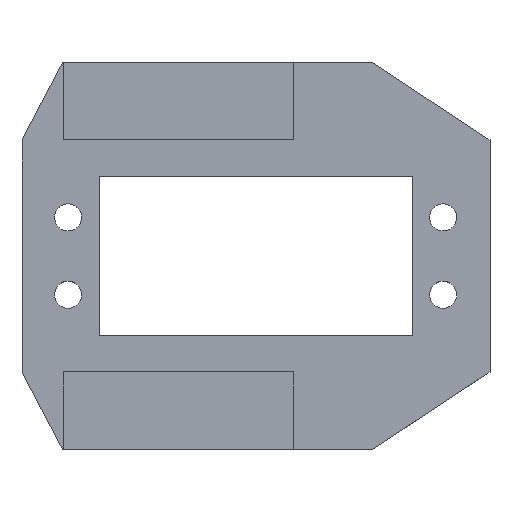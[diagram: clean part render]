
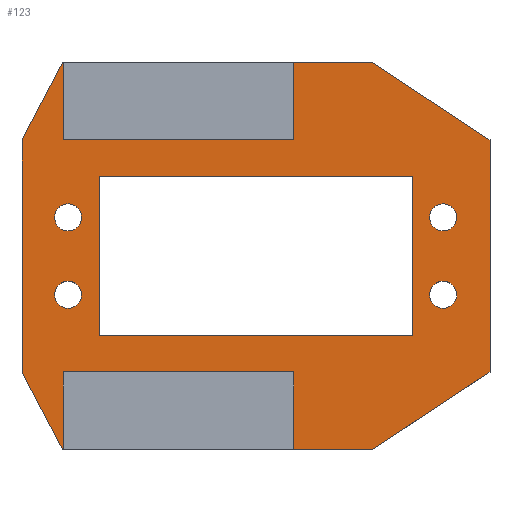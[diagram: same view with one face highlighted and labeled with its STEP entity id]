
A CAD part, top view. The second image highlights one B-rep face of the part: STEP entity #123.
In plain terms, the highlighted planar face has unit normal (0, 0, 1).
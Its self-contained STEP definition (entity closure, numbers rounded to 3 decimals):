
#24 = VERTEX_POINT('',#25);
#25 = CARTESIAN_POINT('',(-14.9,-15.,-9.));
#31 = EDGE_CURVE('',#24,#32,#34,.T.);
#32 = VERTEX_POINT('',#33);
#33 = CARTESIAN_POINT('',(-14.9,-25.,-9.));
#34 = LINE('',#35,#36);
#35 = CARTESIAN_POINT('',(-14.9,-15.,-9.));
#36 = VECTOR('',#37,1.);
#37 = DIRECTION('',(0.,-1.,0.));
#75 = VERTEX_POINT('',#76);
#76 = CARTESIAN_POINT('',(14.9,-15.,-9.));
#82 = EDGE_CURVE('',#75,#24,#83,.T.);
#83 = LINE('',#84,#85);
#84 = CARTESIAN_POINT('',(14.9,-15.,-9.));
#85 = VECTOR('',#86,1.);
#86 = DIRECTION('',(-1.,0.,0.));
#123 = ADVANCED_FACE('',(#124,#238,#249,#260,#271,#305),#316,.T.);
#124 = FACE_BOUND('',#125,.T.);
#125 = EDGE_LOOP('',(#126,#136,#144,#152,#160,#168,#176,#184,#192,#200,
    #208,#216,#224,#230,#231,#232));
#126 = ORIENTED_EDGE('',*,*,#127,.F.);
#127 = EDGE_CURVE('',#128,#130,#132,.T.);
#128 = VERTEX_POINT('',#129);
#129 = CARTESIAN_POINT('',(25.,-25.,-9.));
#130 = VERTEX_POINT('',#131);
#131 = CARTESIAN_POINT('',(14.9,-25.,-9.));
#132 = LINE('',#133,#134);
#133 = CARTESIAN_POINT('',(25.,-25.,-9.));
#134 = VECTOR('',#135,1.);
#135 = DIRECTION('',(-1.,0.,0.));
#136 = ORIENTED_EDGE('',*,*,#137,.T.);
#137 = EDGE_CURVE('',#128,#138,#140,.T.);
#138 = VERTEX_POINT('',#139);
#139 = CARTESIAN_POINT('',(40.25,-15.,-9.));
#140 = LINE('',#141,#142);
#141 = CARTESIAN_POINT('',(25.,-25.,-9.));
#142 = VECTOR('',#143,1.);
#143 = DIRECTION('',(0.836,0.548,0.));
#144 = ORIENTED_EDGE('',*,*,#145,.F.);
#145 = EDGE_CURVE('',#146,#138,#148,.T.);
#146 = VERTEX_POINT('',#147);
#147 = CARTESIAN_POINT('',(40.25,15.,-9.));
#148 = LINE('',#149,#150);
#149 = CARTESIAN_POINT('',(40.25,15.,-9.));
#150 = VECTOR('',#151,1.);
#151 = DIRECTION('',(0.,-1.,0.));
#152 = ORIENTED_EDGE('',*,*,#153,.T.);
#153 = EDGE_CURVE('',#146,#154,#156,.T.);
#154 = VERTEX_POINT('',#155);
#155 = CARTESIAN_POINT('',(25.,25.,-9.));
#156 = LINE('',#157,#158);
#157 = CARTESIAN_POINT('',(40.25,15.,-9.));
#158 = VECTOR('',#159,1.);
#159 = DIRECTION('',(-0.836,0.548,-0.));
#160 = ORIENTED_EDGE('',*,*,#161,.F.);
#161 = EDGE_CURVE('',#162,#154,#164,.T.);
#162 = VERTEX_POINT('',#163);
#163 = CARTESIAN_POINT('',(14.9,25.,-9.));
#164 = LINE('',#165,#166);
#165 = CARTESIAN_POINT('',(-15.,25.,-9.));
#166 = VECTOR('',#167,1.);
#167 = DIRECTION('',(1.,0.,0.));
#168 = ORIENTED_EDGE('',*,*,#169,.F.);
#169 = EDGE_CURVE('',#170,#162,#172,.T.);
#170 = VERTEX_POINT('',#171);
#171 = CARTESIAN_POINT('',(14.9,15.,-9.));
#172 = LINE('',#173,#174);
#173 = CARTESIAN_POINT('',(14.9,15.,-9.));
#174 = VECTOR('',#175,1.);
#175 = DIRECTION('',(0.,1.,0.));
#176 = ORIENTED_EDGE('',*,*,#177,.F.);
#177 = EDGE_CURVE('',#178,#170,#180,.T.);
#178 = VERTEX_POINT('',#179);
#179 = CARTESIAN_POINT('',(-14.9,15.,-9.));
#180 = LINE('',#181,#182);
#181 = CARTESIAN_POINT('',(-14.9,15.,-9.));
#182 = VECTOR('',#183,1.);
#183 = DIRECTION('',(1.,0.,0.));
#184 = ORIENTED_EDGE('',*,*,#185,.F.);
#185 = EDGE_CURVE('',#186,#178,#188,.T.);
#186 = VERTEX_POINT('',#187);
#187 = CARTESIAN_POINT('',(-14.9,25.,-9.));
#188 = LINE('',#189,#190);
#189 = CARTESIAN_POINT('',(-14.9,25.,-9.));
#190 = VECTOR('',#191,1.);
#191 = DIRECTION('',(0.,-1.,0.));
#192 = ORIENTED_EDGE('',*,*,#193,.F.);
#193 = EDGE_CURVE('',#194,#186,#196,.T.);
#194 = VERTEX_POINT('',#195);
#195 = CARTESIAN_POINT('',(-15.,25.,-9.));
#196 = LINE('',#197,#198);
#197 = CARTESIAN_POINT('',(-15.,25.,-9.));
#198 = VECTOR('',#199,1.);
#199 = DIRECTION('',(1.,0.,0.));
#200 = ORIENTED_EDGE('',*,*,#201,.F.);
#201 = EDGE_CURVE('',#202,#194,#204,.T.);
#202 = VERTEX_POINT('',#203);
#203 = CARTESIAN_POINT('',(-20.25,15.,-9.));
#204 = LINE('',#205,#206);
#205 = CARTESIAN_POINT('',(-20.25,15.,-9.));
#206 = VECTOR('',#207,1.);
#207 = DIRECTION('',(0.465,0.885,0.));
#208 = ORIENTED_EDGE('',*,*,#209,.F.);
#209 = EDGE_CURVE('',#210,#202,#212,.T.);
#210 = VERTEX_POINT('',#211);
#211 = CARTESIAN_POINT('',(-20.25,-15.,-9.));
#212 = LINE('',#213,#214);
#213 = CARTESIAN_POINT('',(-20.25,-15.,-9.));
#214 = VECTOR('',#215,1.);
#215 = DIRECTION('',(0.,1.,0.));
#216 = ORIENTED_EDGE('',*,*,#217,.F.);
#217 = EDGE_CURVE('',#218,#210,#220,.T.);
#218 = VERTEX_POINT('',#219);
#219 = CARTESIAN_POINT('',(-15.,-25.,-9.));
#220 = LINE('',#221,#222);
#221 = CARTESIAN_POINT('',(-15.,-25.,-9.));
#222 = VECTOR('',#223,1.);
#223 = DIRECTION('',(-0.465,0.885,-0.));
#224 = ORIENTED_EDGE('',*,*,#225,.F.);
#225 = EDGE_CURVE('',#32,#218,#226,.T.);
#226 = LINE('',#227,#228);
#227 = CARTESIAN_POINT('',(25.,-25.,-9.));
#228 = VECTOR('',#229,1.);
#229 = DIRECTION('',(-1.,0.,0.));
#230 = ORIENTED_EDGE('',*,*,#31,.F.);
#231 = ORIENTED_EDGE('',*,*,#82,.F.);
#232 = ORIENTED_EDGE('',*,*,#233,.F.);
#233 = EDGE_CURVE('',#130,#75,#234,.T.);
#234 = LINE('',#235,#236);
#235 = CARTESIAN_POINT('',(14.9,-25.,-9.));
#236 = VECTOR('',#237,1.);
#237 = DIRECTION('',(0.,1.,0.));
#238 = FACE_BOUND('',#239,.T.);
#239 = EDGE_LOOP('',(#240));
#240 = ORIENTED_EDGE('',*,*,#241,.T.);
#241 = EDGE_CURVE('',#242,#242,#244,.T.);
#242 = VERTEX_POINT('',#243);
#243 = CARTESIAN_POINT('',(-12.55,-5.,-9.));
#244 = CIRCLE('',#245,1.75);
#245 = AXIS2_PLACEMENT_3D('',#246,#247,#248);
#246 = CARTESIAN_POINT('',(-14.3,-5.,-9.));
#247 = DIRECTION('',(0.,0.,-1.));
#248 = DIRECTION('',(1.,0.,0.));
#249 = FACE_BOUND('',#250,.T.);
#250 = EDGE_LOOP('',(#251));
#251 = ORIENTED_EDGE('',*,*,#252,.T.);
#252 = EDGE_CURVE('',#253,#253,#255,.T.);
#253 = VERTEX_POINT('',#254);
#254 = CARTESIAN_POINT('',(35.95,-5.,-9.));
#255 = CIRCLE('',#256,1.75);
#256 = AXIS2_PLACEMENT_3D('',#257,#258,#259);
#257 = CARTESIAN_POINT('',(34.2,-5.,-9.));
#258 = DIRECTION('',(0.,0.,-1.));
#259 = DIRECTION('',(1.,0.,0.));
#260 = FACE_BOUND('',#261,.T.);
#261 = EDGE_LOOP('',(#262));
#262 = ORIENTED_EDGE('',*,*,#263,.T.);
#263 = EDGE_CURVE('',#264,#264,#266,.T.);
#264 = VERTEX_POINT('',#265);
#265 = CARTESIAN_POINT('',(-12.55,5.,-9.));
#266 = CIRCLE('',#267,1.75);
#267 = AXIS2_PLACEMENT_3D('',#268,#269,#270);
#268 = CARTESIAN_POINT('',(-14.3,5.,-9.));
#269 = DIRECTION('',(0.,0.,-1.));
#270 = DIRECTION('',(1.,0.,0.));
#271 = FACE_BOUND('',#272,.T.);
#272 = EDGE_LOOP('',(#273,#283,#291,#299));
#273 = ORIENTED_EDGE('',*,*,#274,.T.);
#274 = EDGE_CURVE('',#275,#277,#279,.T.);
#275 = VERTEX_POINT('',#276);
#276 = CARTESIAN_POINT('',(-10.25,10.25,-9.));
#277 = VERTEX_POINT('',#278);
#278 = CARTESIAN_POINT('',(30.25,10.25,-9.));
#279 = LINE('',#280,#281);
#280 = CARTESIAN_POINT('',(-10.25,10.25,-9.));
#281 = VECTOR('',#282,1.);
#282 = DIRECTION('',(1.,0.,0.));
#283 = ORIENTED_EDGE('',*,*,#284,.T.);
#284 = EDGE_CURVE('',#277,#285,#287,.T.);
#285 = VERTEX_POINT('',#286);
#286 = CARTESIAN_POINT('',(30.25,-10.25,-9.));
#287 = LINE('',#288,#289);
#288 = CARTESIAN_POINT('',(30.25,10.25,-9.));
#289 = VECTOR('',#290,1.);
#290 = DIRECTION('',(0.,-1.,0.));
#291 = ORIENTED_EDGE('',*,*,#292,.T.);
#292 = EDGE_CURVE('',#285,#293,#295,.T.);
#293 = VERTEX_POINT('',#294);
#294 = CARTESIAN_POINT('',(-10.25,-10.25,-9.));
#295 = LINE('',#296,#297);
#296 = CARTESIAN_POINT('',(30.25,-10.25,-9.));
#297 = VECTOR('',#298,1.);
#298 = DIRECTION('',(-1.,0.,0.));
#299 = ORIENTED_EDGE('',*,*,#300,.T.);
#300 = EDGE_CURVE('',#293,#275,#301,.T.);
#301 = LINE('',#302,#303);
#302 = CARTESIAN_POINT('',(-10.25,-10.25,-9.));
#303 = VECTOR('',#304,1.);
#304 = DIRECTION('',(0.,1.,0.));
#305 = FACE_BOUND('',#306,.T.);
#306 = EDGE_LOOP('',(#307));
#307 = ORIENTED_EDGE('',*,*,#308,.T.);
#308 = EDGE_CURVE('',#309,#309,#311,.T.);
#309 = VERTEX_POINT('',#310);
#310 = CARTESIAN_POINT('',(35.95,5.,-9.));
#311 = CIRCLE('',#312,1.75);
#312 = AXIS2_PLACEMENT_3D('',#313,#314,#315);
#313 = CARTESIAN_POINT('',(34.2,5.,-9.));
#314 = DIRECTION('',(0.,0.,-1.));
#315 = DIRECTION('',(1.,0.,0.));
#316 = PLANE('',#317);
#317 = AXIS2_PLACEMENT_3D('',#318,#319,#320);
#318 = CARTESIAN_POINT('',(9.439,0.,-9.));
#319 = DIRECTION('',(0.,0.,1.));
#320 = DIRECTION('',(1.,0.,0.));
